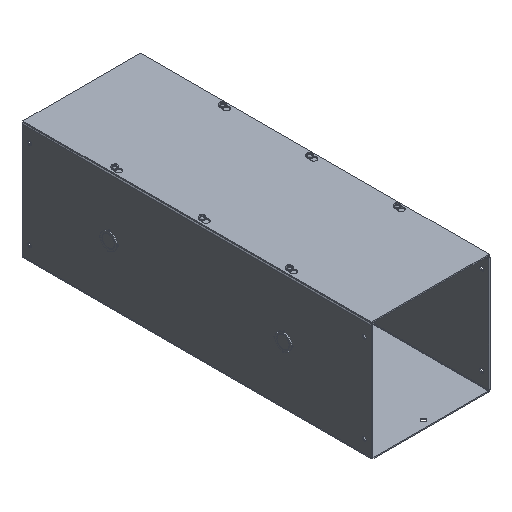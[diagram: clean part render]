
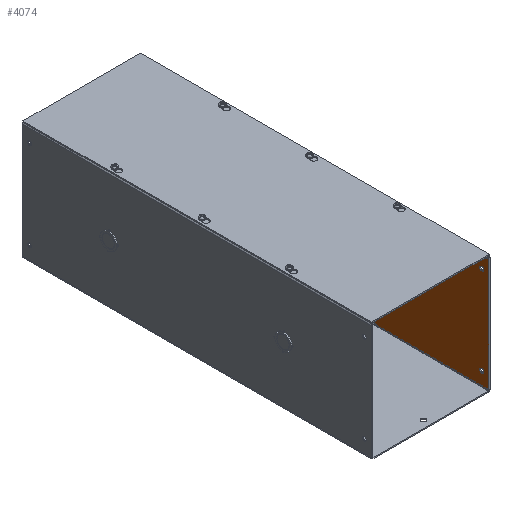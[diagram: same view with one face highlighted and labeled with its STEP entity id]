
A CAD part, isometric view. The second image highlights one B-rep face of the part: STEP entity #4074.
In plain terms, the highlighted planar face has unit normal (-1, 0, 0).
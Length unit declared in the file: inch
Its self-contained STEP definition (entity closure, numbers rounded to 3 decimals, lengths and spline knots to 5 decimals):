
#155 = CARTESIAN_POINT ( 'NONE',  ( 4., -11.5, 1.133 ) ) ;
#185 = CARTESIAN_POINT ( 'NONE',  ( 4., 11.5, 1. ) ) ;
#264 = CIRCLE ( 'NONE', #2125, 0.133 ) ;
#307 = VERTEX_POINT ( 'NONE', #6489 ) ;
#315 = CIRCLE ( 'NONE', #7512, 0.133 ) ;
#765 = VECTOR ( 'NONE', #6147, 39.37008 ) ;
#900 = CARTESIAN_POINT ( 'NONE',  ( 4., -11.5, 0.867 ) ) ;
#1424 = EDGE_CURVE ( 'NONE', #1564, #1724, #12833, .T. ) ;
#1441 = EDGE_CURVE ( 'NONE', #10276, #3617, #315, .T. ) ;
#1521 = DIRECTION ( 'NONE',  ( 0., 0., -1. ) ) ;
#1564 = VERTEX_POINT ( 'NONE', #3010 ) ;
#1720 = CARTESIAN_POINT ( 'NONE',  ( 4., -12., 7.964 ) ) ;
#1724 = VERTEX_POINT ( 'NONE', #9237 ) ;
#1749 = EDGE_CURVE ( 'NONE', #12979, #1909, #9312, .T. ) ;
#1754 = CARTESIAN_POINT ( 'NONE',  ( 4., -11.5, 7.072 ) ) ;
#1905 = ORIENTED_EDGE ( 'NONE', *, *, #10461, .F. ) ;
#1909 = VERTEX_POINT ( 'NONE', #11265 ) ;
#1950 = CARTESIAN_POINT ( 'NONE',  ( 4., -12., 7.964 ) ) ;
#2125 = AXIS2_PLACEMENT_3D ( 'NONE', #185, #3458, #5782 ) ;
#2484 = EDGE_CURVE ( 'NONE', #2673, #11804, #13099, .T. ) ;
#2673 = VERTEX_POINT ( 'NONE', #4532 ) ;
#2846 = FACE_BOUND ( 'NONE', #10409, .T. ) ;
#3010 = CARTESIAN_POINT ( 'NONE',  ( 4., 11.5, 1.133 ) ) ;
#3045 = CARTESIAN_POINT ( 'NONE',  ( 4., 12., 0.108 ) ) ;
#3122 = EDGE_LOOP ( 'NONE', ( #11062, #8398 ) ) ;
#3142 = CARTESIAN_POINT ( 'NONE',  ( 4., -12., 0.0625 ) ) ;
#3264 = EDGE_CURVE ( 'NONE', #12260, #4256, #3604, .T. ) ;
#3458 = DIRECTION ( 'NONE',  ( -1., 0., 0. ) ) ;
#3604 = CIRCLE ( 'NONE', #13801, 0.133 ) ;
#3617 = VERTEX_POINT ( 'NONE', #13768 ) ;
#3748 = LINE ( 'NONE', #1720, #765 ) ;
#3803 = VECTOR ( 'NONE', #12993, 39.37008 ) ;
#4074 = ADVANCED_FACE ( 'NONE', ( #12864, #13008, #6120, #2846, #11851 ), #10543, .F. ) ;
#4093 = CARTESIAN_POINT ( 'NONE',  ( 4., -11.5, 7.072 ) ) ;
#4256 = VERTEX_POINT ( 'NONE', #155 ) ;
#4328 = DIRECTION ( 'NONE',  ( -1., 0., 0. ) ) ;
#4532 = CARTESIAN_POINT ( 'NONE',  ( 4., -12., 0.108 ) ) ;
#4643 = DIRECTION ( 'NONE',  ( -1., 0., 0. ) ) ;
#4884 = DIRECTION ( 'NONE',  ( 0., -1., 0. ) ) ;
#4948 = DIRECTION ( 'NONE',  ( -1., 0., 0. ) ) ;
#5782 = DIRECTION ( 'NONE',  ( 0., 0., -1. ) ) ;
#5884 = CIRCLE ( 'NONE', #13987, 0.133 ) ;
#5950 = DIRECTION ( 'NONE',  ( 0., 0., -1. ) ) ;
#6076 = ORIENTED_EDGE ( 'NONE', *, *, #12948, .F. ) ;
#6120 = FACE_BOUND ( 'NONE', #3122, .T. ) ;
#6147 = DIRECTION ( 'NONE',  ( 0., -1., 0. ) ) ;
#6176 = CARTESIAN_POINT ( 'NONE',  ( 4., -11.5, 1. ) ) ;
#6208 = DIRECTION ( 'NONE',  ( 0., 0., 1. ) ) ;
#6370 = DIRECTION ( 'NONE',  ( 0., 0., -1. ) ) ;
#6416 = DIRECTION ( 'NONE',  ( 0., 0., -1. ) ) ;
#6489 = CARTESIAN_POINT ( 'NONE',  ( 4., -11.5, 6.939 ) ) ;
#6791 = CIRCLE ( 'NONE', #7476, 0.133 ) ;
#6820 = ORIENTED_EDGE ( 'NONE', *, *, #1441, .F. ) ;
#6949 = CARTESIAN_POINT ( 'NONE',  ( 4., -11.5, 7.205 ) ) ;
#6988 = CARTESIAN_POINT ( 'NONE',  ( 4., 11.5, 6.939 ) ) ;
#7040 = ORIENTED_EDGE ( 'NONE', *, *, #10380, .T. ) ;
#7109 = DIRECTION ( 'NONE',  ( -1., 0., 0. ) ) ;
#7340 = DIRECTION ( 'NONE',  ( 0., 0., -1. ) ) ;
#7443 = CARTESIAN_POINT ( 'NONE',  ( 4., -11.5, 1. ) ) ;
#7476 = AXIS2_PLACEMENT_3D ( 'NONE', #9205, #4643, #5950 ) ;
#7512 = AXIS2_PLACEMENT_3D ( 'NONE', #11957, #4328, #13239 ) ;
#7515 = CARTESIAN_POINT ( 'NONE',  ( 4., 11.5, 1. ) ) ;
#7730 = DIRECTION ( 'NONE',  ( 0., 0., -1. ) ) ;
#8174 = ORIENTED_EDGE ( 'NONE', *, *, #2484, .T. ) ;
#8180 = ORIENTED_EDGE ( 'NONE', *, *, #13578, .F. ) ;
#8398 = ORIENTED_EDGE ( 'NONE', *, *, #14059, .F. ) ;
#8584 = ORIENTED_EDGE ( 'NONE', *, *, #1424, .F. ) ;
#9118 = AXIS2_PLACEMENT_3D ( 'NONE', #7515, #10934, #7730 ) ;
#9205 = CARTESIAN_POINT ( 'NONE',  ( 4., 11.5, 7.072 ) ) ;
#9237 = CARTESIAN_POINT ( 'NONE',  ( 4., 11.5, 0.867 ) ) ;
#9312 = LINE ( 'NONE', #14075, #3803 ) ;
#9473 = CARTESIAN_POINT ( 'NONE',  ( 4., -12., 0.072 ) ) ;
#9687 = ORIENTED_EDGE ( 'NONE', *, *, #3264, .F. ) ;
#9721 = LINE ( 'NONE', #3045, #10220 ) ;
#9731 = EDGE_LOOP ( 'NONE', ( #9687, #8180 ) ) ;
#10220 = VECTOR ( 'NONE', #4884, 39.37008 ) ;
#10276 = VERTEX_POINT ( 'NONE', #6988 ) ;
#10360 = CARTESIAN_POINT ( 'NONE',  ( 4., 12., 7.964 ) ) ;
#10380 = EDGE_CURVE ( 'NONE', #1909, #2673, #9721, .T. ) ;
#10409 = EDGE_LOOP ( 'NONE', ( #1905, #8584 ) ) ;
#10461 = EDGE_CURVE ( 'NONE', #1724, #1564, #264, .T. ) ;
#10543 = PLANE ( 'NONE',  #13096 ) ;
#10561 = EDGE_LOOP ( 'NONE', ( #6820, #6076 ) ) ;
#10934 = DIRECTION ( 'NONE',  ( -1., 0., 0. ) ) ;
#11062 = ORIENTED_EDGE ( 'NONE', *, *, #12625, .F. ) ;
#11265 = CARTESIAN_POINT ( 'NONE',  ( 4., 12., 0.108 ) ) ;
#11449 = CIRCLE ( 'NONE', #13294, 0.133 ) ;
#11599 = EDGE_CURVE ( 'NONE', #12979, #11804, #3748, .T. ) ;
#11624 = DIRECTION ( 'NONE',  ( -1., 0., 0. ) ) ;
#11690 = ORIENTED_EDGE ( 'NONE', *, *, #11599, .F. ) ;
#11804 = VERTEX_POINT ( 'NONE', #1950 ) ;
#11837 = DIRECTION ( 'NONE',  ( 0., 0., -1. ) ) ;
#11851 = FACE_BOUND ( 'NONE', #10561, .T. ) ;
#11884 = DIRECTION ( 'NONE',  ( -1., 0., 0. ) ) ;
#11957 = CARTESIAN_POINT ( 'NONE',  ( 4., 11.5, 7.072 ) ) ;
#12260 = VERTEX_POINT ( 'NONE', #900 ) ;
#12359 = AXIS2_PLACEMENT_3D ( 'NONE', #7443, #11884, #6370 ) ;
#12393 = VECTOR ( 'NONE', #6208, 39.37008 ) ;
#12625 = EDGE_CURVE ( 'NONE', #307, #13250, #5884, .T. ) ;
#12819 = CIRCLE ( 'NONE', #12359, 0.133 ) ;
#12833 = CIRCLE ( 'NONE', #9118, 0.133 ) ;
#12864 = FACE_OUTER_BOUND ( 'NONE', #12892, .T. ) ;
#12892 = EDGE_LOOP ( 'NONE', ( #13278, #7040, #8174, #11690 ) ) ;
#12936 = DIRECTION ( 'NONE',  ( 1., 0., 0. ) ) ;
#12948 = EDGE_CURVE ( 'NONE', #3617, #10276, #6791, .T. ) ;
#12979 = VERTEX_POINT ( 'NONE', #10360 ) ;
#12993 = DIRECTION ( 'NONE',  ( 0., 0., -1. ) ) ;
#13008 = FACE_BOUND ( 'NONE', #9731, .T. ) ;
#13096 = AXIS2_PLACEMENT_3D ( 'NONE', #3142, #12936, #6416 ) ;
#13099 = LINE ( 'NONE', #9473, #12393 ) ;
#13239 = DIRECTION ( 'NONE',  ( 0., 0., -1. ) ) ;
#13250 = VERTEX_POINT ( 'NONE', #6949 ) ;
#13278 = ORIENTED_EDGE ( 'NONE', *, *, #1749, .T. ) ;
#13294 = AXIS2_PLACEMENT_3D ( 'NONE', #4093, #7109, #1521 ) ;
#13578 = EDGE_CURVE ( 'NONE', #4256, #12260, #12819, .T. ) ;
#13768 = CARTESIAN_POINT ( 'NONE',  ( 4., 11.5, 7.205 ) ) ;
#13801 = AXIS2_PLACEMENT_3D ( 'NONE', #6176, #11624, #11837 ) ;
#13987 = AXIS2_PLACEMENT_3D ( 'NONE', #1754, #4948, #7340 ) ;
#14059 = EDGE_CURVE ( 'NONE', #13250, #307, #11449, .T. ) ;
#14075 = CARTESIAN_POINT ( 'NONE',  ( 4., 12., 0.072 ) ) ;
